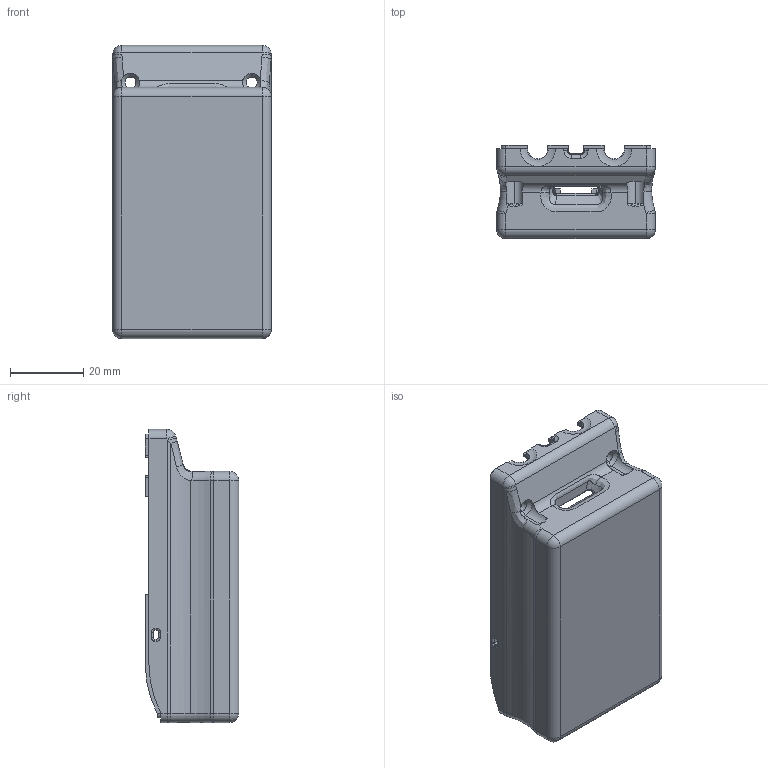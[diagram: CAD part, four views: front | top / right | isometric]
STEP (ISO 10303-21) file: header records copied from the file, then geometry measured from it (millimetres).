
FILE_DESCRIPTION (( 'STEP AP203' ), '1' );
FILE_NAME ('7146_Tympan_Rev-E2_Bottom_Case.STEP', '2021-06-23T18:51:08', ( '' ), ( '' ), 'SwSTEP 2.0', 'SolidWorks 2018', '' );
FILE_SCHEMA (( 'CONFIG_CONTROL_DESIGN' ));
Length unit declared in the file: inch
Products named in the file (1): 7146_Tympan_Rev-E2_Bottom_Case
Bounding box: 43.24 x 25.45 x 79.8 mm (x, y, z)
Volume: 13917.7 mm3; surface area: 16614.7 mm2
Topology: 1 solids, 1 shells, 429 faces, 1157 edges, 708 vertices
Faces by surface type: plane 143, cylinder 134, bspline 74, torus 46, cone 20, sphere 12
Entity records: 20445 total; most frequent: CARTESIAN_POINT 10131, ORIENTED_EDGE 2290, DIRECTION 2032, EDGE_CURVE 1145, AXIS2_PLACEMENT_3D 747, VERTEX_POINT 708, LINE 538, VECTOR 538
